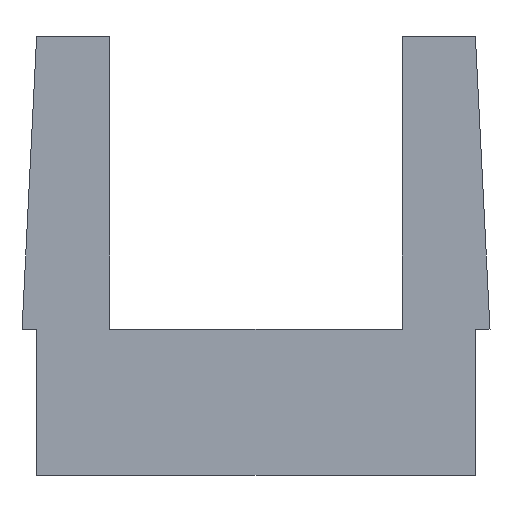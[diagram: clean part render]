
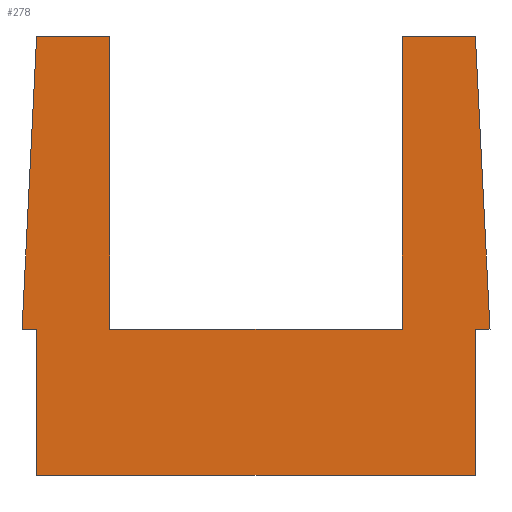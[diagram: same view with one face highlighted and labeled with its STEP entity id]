
A CAD part, front view. The second image highlights one B-rep face of the part: STEP entity #278.
In plain terms, the highlighted planar face has unit normal (0, -1, 0).
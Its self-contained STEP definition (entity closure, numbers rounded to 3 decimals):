
#32=FACE_OUTER_BOUND('',#46,.T.);
#46=EDGE_LOOP('',(#239,#240,#241,#242,#243,#244,#245,#246,#247,#248,#249,
#250));
#47=LINE('',#384,#83);
#51=LINE('',#392,#87);
#54=LINE('',#398,#90);
#60=LINE('',#410,#96);
#61=LINE('',#414,#97);
#65=LINE('',#422,#101);
#68=LINE('',#427,#104);
#70=LINE('',#431,#106);
#73=LINE('',#437,#109);
#76=LINE('',#442,#112);
#78=LINE('',#446,#114);
#81=LINE('',#451,#117);
#83=VECTOR('',#315,10.);
#87=VECTOR('',#321,10.);
#90=VECTOR('',#326,10.);
#96=VECTOR('',#334,10.);
#97=VECTOR('',#337,10.);
#101=VECTOR('',#343,10.);
#104=VECTOR('',#348,10.);
#106=VECTOR('',#352,10.);
#109=VECTOR('',#357,10.);
#112=VECTOR('',#362,10.);
#114=VECTOR('',#366,10.);
#117=VECTOR('',#371,10.);
#119=VERTEX_POINT('',#382);
#120=VERTEX_POINT('',#383);
#123=VERTEX_POINT('',#391);
#125=VERTEX_POINT('',#397);
#127=VERTEX_POINT('',#403);
#130=VERTEX_POINT('',#408);
#131=VERTEX_POINT('',#412);
#132=VERTEX_POINT('',#413);
#135=VERTEX_POINT('',#421);
#137=VERTEX_POINT('',#430);
#139=VERTEX_POINT('',#436);
#141=VERTEX_POINT('',#445);
#143=EDGE_CURVE('',#119,#120,#47,.T.);
#147=EDGE_CURVE('',#123,#119,#51,.T.);
#150=EDGE_CURVE('',#123,#125,#54,.T.);
#156=EDGE_CURVE('',#127,#130,#60,.T.);
#157=EDGE_CURVE('',#131,#132,#61,.T.);
#161=EDGE_CURVE('',#132,#135,#65,.T.);
#164=EDGE_CURVE('',#130,#125,#68,.T.);
#166=EDGE_CURVE('',#137,#120,#70,.T.);
#169=EDGE_CURVE('',#139,#137,#73,.T.);
#172=EDGE_CURVE('',#131,#139,#76,.T.);
#174=EDGE_CURVE('',#127,#141,#78,.T.);
#177=EDGE_CURVE('',#141,#135,#81,.T.);
#239=ORIENTED_EDGE('',*,*,#177,.F.);
#240=ORIENTED_EDGE('',*,*,#174,.F.);
#241=ORIENTED_EDGE('',*,*,#156,.T.);
#242=ORIENTED_EDGE('',*,*,#164,.T.);
#243=ORIENTED_EDGE('',*,*,#150,.F.);
#244=ORIENTED_EDGE('',*,*,#147,.T.);
#245=ORIENTED_EDGE('',*,*,#143,.T.);
#246=ORIENTED_EDGE('',*,*,#166,.F.);
#247=ORIENTED_EDGE('',*,*,#169,.F.);
#248=ORIENTED_EDGE('',*,*,#172,.F.);
#249=ORIENTED_EDGE('',*,*,#157,.T.);
#250=ORIENTED_EDGE('',*,*,#161,.T.);
#264=PLANE('',#307);
#278=ADVANCED_FACE('',(#32),#264,.F.);
#307=AXIS2_PLACEMENT_3D('',#454,#375,#376);
#315=DIRECTION('',(-0.05,0.,0.999));
#321=DIRECTION('',(1.,0.,0.));
#326=DIRECTION('',(0.,0.,-1.));
#334=DIRECTION('',(0.,0.,-1.));
#337=DIRECTION('',(0.,0.,1.));
#343=DIRECTION('',(-1.,0.,0.));
#348=DIRECTION('',(1.,0.,0.));
#352=DIRECTION('',(1.,0.,0.));
#357=DIRECTION('',(0.,0.,1.));
#362=DIRECTION('',(1.,0.,0.));
#366=DIRECTION('',(-1.,0.,0.));
#371=DIRECTION('',(0.05,0.,0.999));
#375=DIRECTION('center_axis',(0.,1.,0.));
#376=DIRECTION('ref_axis',(1.,0.,0.));
#382=CARTESIAN_POINT('',(6.2,0.,2.));
#383=CARTESIAN_POINT('',(6.,0.,6.));
#384=CARTESIAN_POINT('',(6.2,0.,2.));
#391=CARTESIAN_POINT('',(6.,0.,2.));
#392=CARTESIAN_POINT('',(6.,0.,2.));
#397=CARTESIAN_POINT('',(6.,0.,0.));
#398=CARTESIAN_POINT('',(6.,0.,6.));
#403=CARTESIAN_POINT('',(0.,0.,2.));
#408=CARTESIAN_POINT('',(0.,0.,0.));
#410=CARTESIAN_POINT('',(0.,0.,6.));
#412=CARTESIAN_POINT('',(1.,0.,2.));
#413=CARTESIAN_POINT('',(1.,0.,6.));
#414=CARTESIAN_POINT('',(1.,0.,2.));
#421=CARTESIAN_POINT('',(0.,0.,6.));
#422=CARTESIAN_POINT('',(1.,0.,6.));
#427=CARTESIAN_POINT('',(0.,0.,0.));
#430=CARTESIAN_POINT('',(5.,0.,6.));
#431=CARTESIAN_POINT('',(5.,0.,6.));
#436=CARTESIAN_POINT('',(5.,0.,2.));
#437=CARTESIAN_POINT('',(5.,0.,2.));
#442=CARTESIAN_POINT('',(0.,0.,2.));
#445=CARTESIAN_POINT('',(-0.2,0.,2.));
#446=CARTESIAN_POINT('',(0.,0.,2.));
#451=CARTESIAN_POINT('',(-0.2,0.,2.));
#454=CARTESIAN_POINT('Origin',(-0.1,0.,4.));
